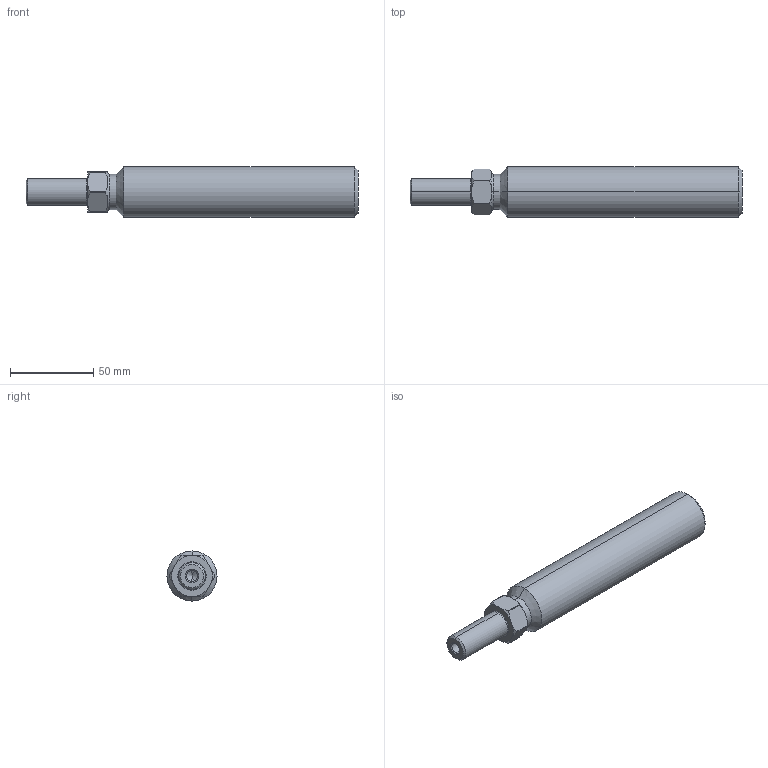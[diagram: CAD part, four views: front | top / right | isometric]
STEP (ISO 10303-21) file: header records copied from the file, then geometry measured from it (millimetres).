
FILE_DESCRIPTION (( 'STEP AP214' ), '1' );
FILE_NAME ('098km30150e.STEP', '2014-08-12T13:08:15', ( '' ), ( '' ), 'SwSTEP 2.0', 'SolidWorks 2014', '' );
FILE_SCHEMA (( 'AUTOMOTIVE_DESIGN' ));
Length unit declared in the file: millimetre
Products named in the file (1): 098km30150e
Bounding box: 199 x 30 x 30 mm (x, y, z)
Volume: 115779.8 mm3; surface area: 18475.6 mm2
Topology: 1 solids, 1 shells, 50 faces, 122 edges, 75 vertices
Faces by surface type: cone 22, cylinder 14, plane 10, torus 4
Entity records: 1626 total; most frequent: CARTESIAN_POINT 406, DIRECTION 252, ORIENTED_EDGE 240, EDGE_CURVE 120, AXIS2_PLACEMENT_3D 105, VERTEX_POINT 75, CIRCLE 54, EDGE_LOOP 53
